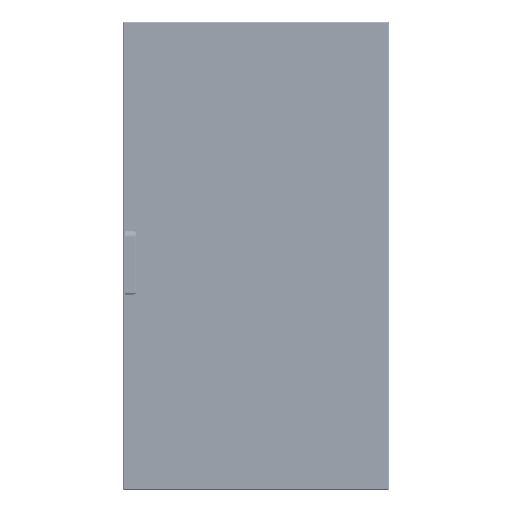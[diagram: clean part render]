
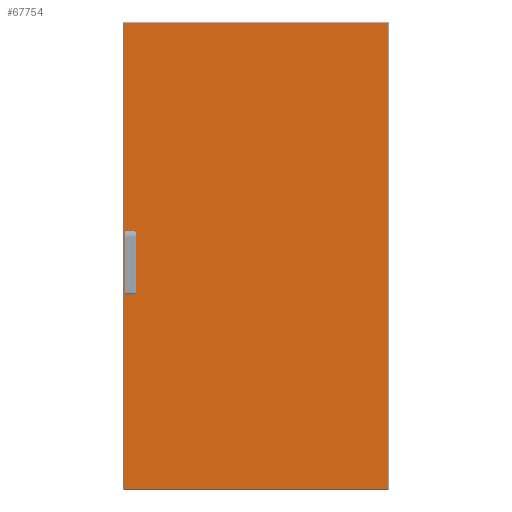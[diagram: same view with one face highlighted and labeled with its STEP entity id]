
A CAD part, top view. The second image highlights one B-rep face of the part: STEP entity #67754.
In plain terms, the highlighted planar face has unit normal (0, 0, 1).
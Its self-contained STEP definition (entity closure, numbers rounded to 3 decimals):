
#4531 = AXIS2_PLACEMENT_3D ( 'NONE', #12206, #12224, #12226 ) ;
#9583 = EDGE_CURVE ( 'NONE', #60253, #16295, #41500, .T. ) ;
#9585 = EDGE_CURVE ( 'NONE', #16303, #60253, #41512, .T. ) ;
#9586 = EDGE_CURVE ( 'NONE', #16306, #16303, #41518, .T. ) ;
#9588 = EDGE_CURVE ( 'NONE', #60252, #16306, #41520, .T. ) ;
#9589 = EDGE_CURVE ( 'NONE', #16312, #60252, #41525, .T. ) ;
#9591 = EDGE_CURVE ( 'NONE', #16340, #16312, #41531, .T. ) ;
#9593 = EDGE_CURVE ( 'NONE', #16310, #16340, #41535, .T. ) ;
#9594 = EDGE_CURVE ( 'NONE', #16335, #16310, #41541, .T. ) ;
#9596 = EDGE_CURVE ( 'NONE', #16338, #16335, #41546, .T. ) ;
#9598 = EDGE_CURVE ( 'NONE', #16329, #16338, #41549, .T. ) ;
#9600 = EDGE_CURVE ( 'NONE', #16332, #16329, #41553, .T. ) ;
#9601 = EDGE_CURVE ( 'NONE', #16295, #16332, #41559, .T. ) ;
#9603 = EDGE_CURVE ( 'NONE', #16323, #16292, #41563, .T. ) ;
#9605 = EDGE_CURVE ( 'NONE', #16292, #16315, #41570, .T. ) ;
#9607 = EDGE_CURVE ( 'NONE', #16315, #16318, #41577, .T. ) ;
#9608 = EDGE_CURVE ( 'NONE', #16318, #16323, #41582, .T. ) ;
#12206 = CARTESIAN_POINT ( 'NONE',  ( 0., 0., 0. ) ) ;
#12214 = PLANE ( 'NONE',  #4531 ) ;
#12224 = DIRECTION ( 'NONE',  ( 0., 0., 1. ) ) ;
#12226 = DIRECTION ( 'NONE',  ( 1., 0., 0. ) ) ;
#16292 = VERTEX_POINT ( 'NONE', #46301 ) ;
#16295 = VERTEX_POINT ( 'NONE', #46302 ) ;
#16303 = VERTEX_POINT ( 'NONE', #46308 ) ;
#16306 = VERTEX_POINT ( 'NONE', #46310 ) ;
#16310 = VERTEX_POINT ( 'NONE', #46312 ) ;
#16312 = VERTEX_POINT ( 'NONE', #46314 ) ;
#16315 = VERTEX_POINT ( 'NONE', #46315 ) ;
#16318 = VERTEX_POINT ( 'NONE', #46317 ) ;
#16323 = VERTEX_POINT ( 'NONE', #46321 ) ;
#16329 = VERTEX_POINT ( 'NONE', #46325 ) ;
#16332 = VERTEX_POINT ( 'NONE', #46327 ) ;
#16335 = VERTEX_POINT ( 'NONE', #46328 ) ;
#16338 = VERTEX_POINT ( 'NONE', #46330 ) ;
#16340 = VERTEX_POINT ( 'NONE', #46332 ) ;
#16655 = EDGE_LOOP ( 'NONE', ( #36816, #36818, #36820, #36822, #36824, #36826, #36828, #36830, #36832, #19620, #19622, #19623 ) ) ;
#16658 = EDGE_LOOP ( 'NONE', ( #19625, #19627, #19628, #19630 ) ) ;
#19620 = ORIENTED_EDGE ( 'NONE', *, *, #9598, .F. ) ;
#19622 = ORIENTED_EDGE ( 'NONE', *, *, #9600, .F. ) ;
#19623 = ORIENTED_EDGE ( 'NONE', *, *, #9601, .F. ) ;
#19625 = ORIENTED_EDGE ( 'NONE', *, *, #9603, .T. ) ;
#19627 = ORIENTED_EDGE ( 'NONE', *, *, #9605, .T. ) ;
#19628 = ORIENTED_EDGE ( 'NONE', *, *, #9607, .T. ) ;
#19630 = ORIENTED_EDGE ( 'NONE', *, *, #9608, .T. ) ;
#22450 = CARTESIAN_POINT ( 'NONE',  ( -388., 50., 0. ) ) ;
#22452 = CARTESIAN_POINT ( 'NONE',  ( -380., -54.3, 0. ) ) ;
#31868 = FACE_BOUND ( 'NONE', #16655, .T. ) ;
#31873 = FACE_OUTER_BOUND ( 'NONE', #16658, .T. ) ;
#36816 = ORIENTED_EDGE ( 'NONE', *, *, #9583, .F. ) ;
#36818 = ORIENTED_EDGE ( 'NONE', *, *, #9585, .F. ) ;
#36820 = ORIENTED_EDGE ( 'NONE', *, *, #9586, .F. ) ;
#36822 = ORIENTED_EDGE ( 'NONE', *, *, #9588, .F. ) ;
#36824 = ORIENTED_EDGE ( 'NONE', *, *, #9589, .F. ) ;
#36826 = ORIENTED_EDGE ( 'NONE', *, *, #9591, .F. ) ;
#36828 = ORIENTED_EDGE ( 'NONE', *, *, #9593, .F. ) ;
#36830 = ORIENTED_EDGE ( 'NONE', *, *, #9594, .F. ) ;
#36832 = ORIENTED_EDGE ( 'NONE', *, *, #9596, .F. ) ;
#41500 = CIRCLE ( 'NONE', #62645, 4.5 ) ;
#41512 = LINE ( 'NONE', #47321, #41521 ) ;
#41518 = LINE ( 'NONE', #47318, #41528 ) ;
#41520 = LINE ( 'NONE', #47314, #41533 ) ;
#41521 = VECTOR ( 'NONE', #47309, 1000. ) ;
#41525 = LINE ( 'NONE', #47332, #41538 ) ;
#41528 = VECTOR ( 'NONE', #47335, 1000. ) ;
#41531 = LINE ( 'NONE', #47338, #41543 ) ;
#41533 = VECTOR ( 'NONE', #47341, 1000. ) ;
#41535 = CIRCLE ( 'NONE', #62647, 4.5 ) ;
#41538 = VECTOR ( 'NONE', #47346, 1000. ) ;
#41541 = LINE ( 'NONE', #47365, #41551 ) ;
#41543 = VECTOR ( 'NONE', #47352, 1000. ) ;
#41546 = LINE ( 'NONE', #47363, #41556 ) ;
#41549 = LINE ( 'NONE', #47358, #41561 ) ;
#41551 = VECTOR ( 'NONE', #47356, 1000. ) ;
#41553 = LINE ( 'NONE', #47375, #41567 ) ;
#41556 = VECTOR ( 'NONE', #47377, 1000. ) ;
#41559 = LINE ( 'NONE', #47380, #41571 ) ;
#41561 = VECTOR ( 'NONE', #47382, 1000. ) ;
#41563 = LINE ( 'NONE', #47386, #41575 ) ;
#41567 = VECTOR ( 'NONE', #47388, 1000. ) ;
#41570 = LINE ( 'NONE', #47392, #41580 ) ;
#41571 = VECTOR ( 'NONE', #47393, 1000. ) ;
#41575 = VECTOR ( 'NONE', #47398, 1000. ) ;
#41577 = LINE ( 'NONE', #47410, #41585 ) ;
#41580 = VECTOR ( 'NONE', #47405, 1000. ) ;
#41582 = LINE ( 'NONE', #47416, #41590 ) ;
#41585 = VECTOR ( 'NONE', #47414, 1000. ) ;
#41590 = VECTOR ( 'NONE', #47420, 1000. ) ;
#46301 = CARTESIAN_POINT ( 'NONE',  ( -394., -694.5, 0. ) ) ;
#46302 = CARTESIAN_POINT ( 'NONE',  ( -371., -54.3, 0. ) ) ;
#46308 = CARTESIAN_POINT ( 'NONE',  ( -380., -50., 0. ) ) ;
#46310 = CARTESIAN_POINT ( 'NONE',  ( -388., -50., 0. ) ) ;
#46312 = CARTESIAN_POINT ( 'NONE',  ( -371., 54.3, 0. ) ) ;
#46314 = CARTESIAN_POINT ( 'NONE',  ( -380., 50., 0. ) ) ;
#46315 = CARTESIAN_POINT ( 'NONE',  ( 394., -694.5, 0. ) ) ;
#46317 = CARTESIAN_POINT ( 'NONE',  ( 394., 694.5, 0. ) ) ;
#46321 = CARTESIAN_POINT ( 'NONE',  ( -394., 694.5, 0. ) ) ;
#46325 = CARTESIAN_POINT ( 'NONE',  ( -363., -50., 0. ) ) ;
#46327 = CARTESIAN_POINT ( 'NONE',  ( -371., -50., 0. ) ) ;
#46328 = CARTESIAN_POINT ( 'NONE',  ( -371., 50., 0. ) ) ;
#46330 = CARTESIAN_POINT ( 'NONE',  ( -363., 50., 0. ) ) ;
#46332 = CARTESIAN_POINT ( 'NONE',  ( -380., 54.3, 0. ) ) ;
#47309 = DIRECTION ( 'NONE',  ( 0., -1., 0. ) ) ;
#47314 = CARTESIAN_POINT ( 'NONE',  ( -388., 50., 0. ) ) ;
#47318 = CARTESIAN_POINT ( 'NONE',  ( -388., -50., 0. ) ) ;
#47321 = CARTESIAN_POINT ( 'NONE',  ( -380., -54.3, 0. ) ) ;
#47323 = CARTESIAN_POINT ( 'NONE',  ( -375.5, -54.3, 0. ) ) ;
#47326 = DIRECTION ( 'NONE',  ( 0., 0., 1. ) ) ;
#47329 = DIRECTION ( 'NONE',  ( 1., 0., 0. ) ) ;
#47332 = CARTESIAN_POINT ( 'NONE',  ( -388., 50., 0. ) ) ;
#47335 = DIRECTION ( 'NONE',  ( 1., 0., 0. ) ) ;
#47338 = CARTESIAN_POINT ( 'NONE',  ( -380., 50., 0. ) ) ;
#47341 = DIRECTION ( 'NONE',  ( 0., -1., 0. ) ) ;
#47346 = DIRECTION ( 'NONE',  ( -1., 0., 0. ) ) ;
#47352 = DIRECTION ( 'NONE',  ( 0., -1., 0. ) ) ;
#47356 = DIRECTION ( 'NONE',  ( 0., 1., 0. ) ) ;
#47358 = CARTESIAN_POINT ( 'NONE',  ( -363., 50., 0. ) ) ;
#47363 = CARTESIAN_POINT ( 'NONE',  ( -371., 50., 0. ) ) ;
#47365 = CARTESIAN_POINT ( 'NONE',  ( -371., 50., 0. ) ) ;
#47367 = CARTESIAN_POINT ( 'NONE',  ( -375.5, 54.3, 0. ) ) ;
#47370 = DIRECTION ( 'NONE',  ( 0., 0., 1. ) ) ;
#47372 = DIRECTION ( 'NONE',  ( 1., 0., 0. ) ) ;
#47375 = CARTESIAN_POINT ( 'NONE',  ( -371., -50., 0. ) ) ;
#47377 = DIRECTION ( 'NONE',  ( -1., 0., 0. ) ) ;
#47380 = CARTESIAN_POINT ( 'NONE',  ( -371., -54.3, 0. ) ) ;
#47382 = DIRECTION ( 'NONE',  ( 0., 1., 0. ) ) ;
#47386 = CARTESIAN_POINT ( 'NONE',  ( -394., 697.5, 0. ) ) ;
#47388 = DIRECTION ( 'NONE',  ( 1., 0., 0. ) ) ;
#47392 = CARTESIAN_POINT ( 'NONE',  ( -394., -694.5, 0. ) ) ;
#47393 = DIRECTION ( 'NONE',  ( 0., 1., 0. ) ) ;
#47398 = DIRECTION ( 'NONE',  ( 0., -1., 0. ) ) ;
#47405 = DIRECTION ( 'NONE',  ( 1., 0., 0. ) ) ;
#47410 = CARTESIAN_POINT ( 'NONE',  ( 394., -697.5, 0. ) ) ;
#47414 = DIRECTION ( 'NONE',  ( 0., 1., 0. ) ) ;
#47416 = CARTESIAN_POINT ( 'NONE',  ( 394., 694.5, 0. ) ) ;
#47420 = DIRECTION ( 'NONE',  ( -1., 0., 0. ) ) ;
#60252 = VERTEX_POINT ( 'NONE', #22450 ) ;
#60253 = VERTEX_POINT ( 'NONE', #22452 ) ;
#62645 = AXIS2_PLACEMENT_3D ( 'NONE', #47323, #47326, #47329 ) ;
#62647 = AXIS2_PLACEMENT_3D ( 'NONE', #47367, #47370, #47372 ) ;
#67754 = ADVANCED_FACE ( 'NONE', ( #31868, #31873 ), #12214, .T. ) ;
